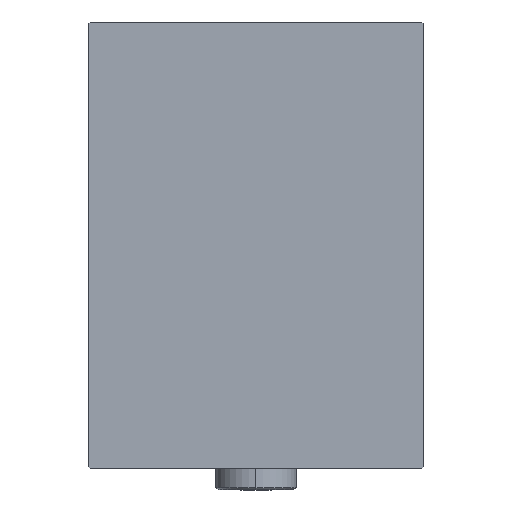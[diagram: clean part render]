
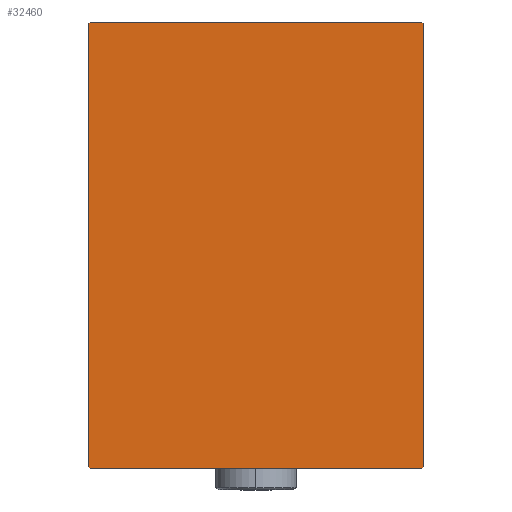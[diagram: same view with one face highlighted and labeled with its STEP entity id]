
A CAD part, left-side view. The second image highlights one B-rep face of the part: STEP entity #32460.
In plain terms, the highlighted face is planar.
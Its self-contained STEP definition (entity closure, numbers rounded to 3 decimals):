
#345 = VERTEX_POINT ( 'NONE', #30668 ) ;
#474 = VECTOR ( 'NONE', #9696, 1000. ) ;
#1111 = VECTOR ( 'NONE', #31143, 1000. ) ;
#1113 = VECTOR ( 'NONE', #4783, 1000. ) ;
#2997 = DIRECTION ( 'NONE',  ( 0., -0.707, -0.707 ) ) ;
#3106 = CARTESIAN_POINT ( 'NONE',  ( 273., 37.2, -50. ) ) ;
#3577 = VERTEX_POINT ( 'NONE', #40637 ) ;
#4031 = DIRECTION ( 'NONE',  ( 0., -1., 0. ) ) ;
#4783 = DIRECTION ( 'NONE',  ( 0., 0.707, 0.707 ) ) ;
#6386 = VECTOR ( 'NONE', #29315, 1000. ) ;
#6667 = VERTEX_POINT ( 'NONE', #3106 ) ;
#6894 = DIRECTION ( 'NONE',  ( 1., 0., 0. ) ) ;
#6942 = CARTESIAN_POINT ( 'NONE',  ( 273., 37.5, -50. ) ) ;
#7114 = DIRECTION ( 'NONE',  ( 0., 0., -1. ) ) ;
#7297 = ORIENTED_EDGE ( 'NONE', *, *, #20058, .T. ) ;
#7400 = CARTESIAN_POINT ( 'NONE',  ( 273., 37.5, 50. ) ) ;
#7675 = VERTEX_POINT ( 'NONE', #10279 ) ;
#8432 = VECTOR ( 'NONE', #25306, 1000. ) ;
#9696 = DIRECTION ( 'NONE',  ( 0., 0.707, -0.707 ) ) ;
#10279 = CARTESIAN_POINT ( 'NONE',  ( 273., 37.5, -49.7 ) ) ;
#10922 = VERTEX_POINT ( 'NONE', #13570 ) ;
#13296 = CARTESIAN_POINT ( 'NONE',  ( 273., -43.6, 43.6 ) ) ;
#13570 = CARTESIAN_POINT ( 'NONE',  ( 273., -37.2, -50. ) ) ;
#14772 = VECTOR ( 'NONE', #2997, 1000. ) ;
#15081 = LINE ( 'NONE', #28532, #1113 ) ;
#18509 = AXIS2_PLACEMENT_3D ( 'NONE', #28772, #6894, #7114 ) ;
#18714 = ORIENTED_EDGE ( 'NONE', *, *, #22076, .T. ) ;
#19173 = EDGE_CURVE ( 'NONE', #6667, #7675, #15081, .T. ) ;
#19929 = CARTESIAN_POINT ( 'NONE',  ( 273., 37.5, 49.7 ) ) ;
#20058 = EDGE_CURVE ( 'NONE', #3577, #20175, #24280, .T. ) ;
#20175 = VERTEX_POINT ( 'NONE', #36599 ) ;
#20816 = LINE ( 'NONE', #6942, #1111 ) ;
#22076 = EDGE_CURVE ( 'NONE', #345, #10922, #26054, .T. ) ;
#22112 = VECTOR ( 'NONE', #4031, 1000. ) ;
#22372 = CARTESIAN_POINT ( 'NONE',  ( 273., 43.6, 43.6 ) ) ;
#22432 = EDGE_CURVE ( 'NONE', #7675, #28889, #20816, .T. ) ;
#24280 = LINE ( 'NONE', #13296, #14772 ) ;
#24863 = LINE ( 'NONE', #7400, #22112 ) ;
#25306 = DIRECTION ( 'NONE',  ( 0., 1., 0. ) ) ;
#25739 = LINE ( 'NONE', #22372, #6386 ) ;
#26054 = LINE ( 'NONE', #36848, #474 ) ;
#28007 = LINE ( 'NONE', #38807, #8432 ) ;
#28532 = CARTESIAN_POINT ( 'NONE',  ( 273., 43.6, -43.6 ) ) ;
#28615 = ORIENTED_EDGE ( 'NONE', *, *, #33080, .T. ) ;
#28713 = EDGE_CURVE ( 'NONE', #20175, #345, #28928, .T. ) ;
#28772 = CARTESIAN_POINT ( 'NONE',  ( 273., 0., 0. ) ) ;
#28889 = VERTEX_POINT ( 'NONE', #19929 ) ;
#28928 = LINE ( 'NONE', #35035, #29868 ) ;
#28942 = VERTEX_POINT ( 'NONE', #30253 ) ;
#29315 = DIRECTION ( 'NONE',  ( 0., -0.707, 0.707 ) ) ;
#29865 = EDGE_CURVE ( 'NONE', #10922, #6667, #28007, .T. ) ;
#29868 = VECTOR ( 'NONE', #35470, 1000. ) ;
#30253 = CARTESIAN_POINT ( 'NONE',  ( 273., 37.2, 50. ) ) ;
#30668 = CARTESIAN_POINT ( 'NONE',  ( 273., -37.5, -49.7 ) ) ;
#31102 = PLANE ( 'NONE',  #18509 ) ;
#31143 = DIRECTION ( 'NONE',  ( 0., 0., 1. ) ) ;
#31970 = ORIENTED_EDGE ( 'NONE', *, *, #22432, .T. ) ;
#32460 = ADVANCED_FACE ( 'NONE', ( #35752 ), #31102, .T. ) ;
#32968 = EDGE_CURVE ( 'NONE', #28942, #3577, #24863, .T. ) ;
#33080 = EDGE_CURVE ( 'NONE', #28889, #28942, #25739, .T. ) ;
#35035 = CARTESIAN_POINT ( 'NONE',  ( 273., -37.5, 50. ) ) ;
#35470 = DIRECTION ( 'NONE',  ( 0., 0., -1. ) ) ;
#35752 = FACE_OUTER_BOUND ( 'NONE', #40397, .T. ) ;
#36599 = CARTESIAN_POINT ( 'NONE',  ( 273., -37.5, 49.7 ) ) ;
#36848 = CARTESIAN_POINT ( 'NONE',  ( 273., -43.6, -43.6 ) ) ;
#38099 = ORIENTED_EDGE ( 'NONE', *, *, #29865, .T. ) ;
#38117 = ORIENTED_EDGE ( 'NONE', *, *, #28713, .T. ) ;
#38807 = CARTESIAN_POINT ( 'NONE',  ( 273., -37.5, -50. ) ) ;
#40397 = EDGE_LOOP ( 'NONE', ( #38099, #43929, #31970, #28615, #41700, #7297, #38117, #18714 ) ) ;
#40637 = CARTESIAN_POINT ( 'NONE',  ( 273., -37.2, 50. ) ) ;
#41700 = ORIENTED_EDGE ( 'NONE', *, *, #32968, .T. ) ;
#43929 = ORIENTED_EDGE ( 'NONE', *, *, #19173, .T. ) ;
